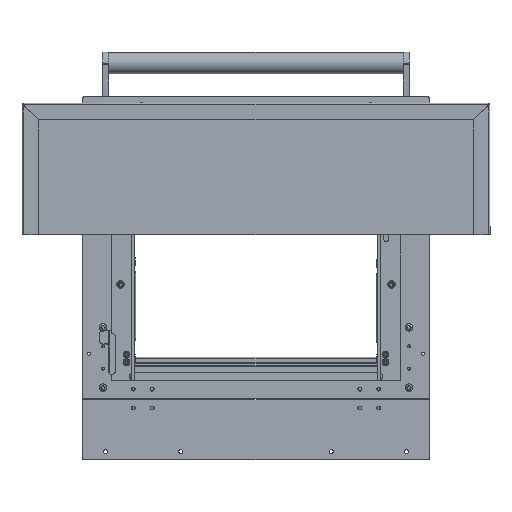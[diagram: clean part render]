
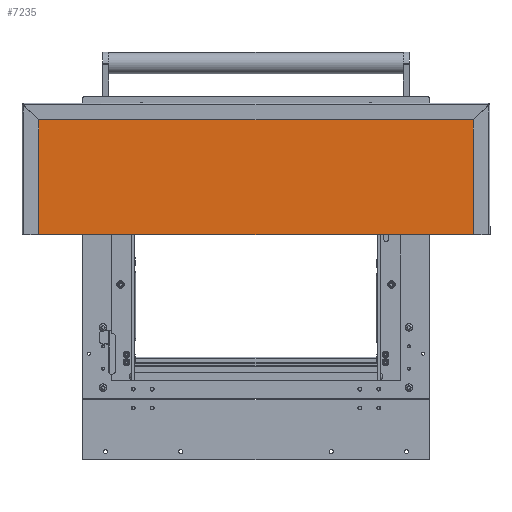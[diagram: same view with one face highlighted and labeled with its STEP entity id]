
A CAD part, front view. The second image highlights one B-rep face of the part: STEP entity #7235.
In plain terms, the highlighted face is planar.
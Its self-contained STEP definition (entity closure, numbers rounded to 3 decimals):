
#7235 = ADVANCED_FACE ( 'NONE', ( #48358 ), #61354, .F. ) ;
#7507 = CARTESIAN_POINT ( 'NONE',  ( 175., -600., -30. ) ) ;
#8436 = VERTEX_POINT ( 'NONE', #56632 ) ;
#9798 = LINE ( 'NONE', #34228, #13097 ) ;
#10069 = VERTEX_POINT ( 'NONE', #17341 ) ;
#11449 = AXIS2_PLACEMENT_3D ( 'NONE', #39379, #33274, #75124 ) ;
#12019 = EDGE_CURVE ( 'NONE', #71386, #10069, #76163, .T. ) ;
#12912 = CARTESIAN_POINT ( 'NONE',  ( 22.177, 130.836, -30. ) ) ;
#13097 = VECTOR ( 'NONE', #16716, 1000. ) ;
#16716 = DIRECTION ( 'NONE',  ( 1., 0., 0. ) ) ;
#17341 = CARTESIAN_POINT ( 'NONE',  ( 22.177, -600., -30. ) ) ;
#20173 = ORIENTED_EDGE ( 'NONE', *, *, #69927, .T. ) ;
#21338 = ORIENTED_EDGE ( 'NONE', *, *, #12019, .T. ) ;
#25932 = CARTESIAN_POINT ( 'NONE',  ( 22.177, -22., -30. ) ) ;
#31607 = VECTOR ( 'NONE', #45308, 1000. ) ;
#33274 = DIRECTION ( 'NONE',  ( 0., 0., 1. ) ) ;
#34228 = CARTESIAN_POINT ( 'NONE',  ( 175., -22., -30. ) ) ;
#38100 = DIRECTION ( 'NONE',  ( 0., -1., 0. ) ) ;
#39323 = VECTOR ( 'NONE', #38100, 1000. ) ;
#39379 = CARTESIAN_POINT ( 'NONE',  ( 175., 130.836, -30. ) ) ;
#41698 = LINE ( 'NONE', #58777, #46688 ) ;
#44488 = ORIENTED_EDGE ( 'NONE', *, *, #73739, .T. ) ;
#45308 = DIRECTION ( 'NONE',  ( -1., 0., 0. ) ) ;
#46053 = VERTEX_POINT ( 'NONE', #25932 ) ;
#46688 = VECTOR ( 'NONE', #60387, 1000. ) ;
#48248 = CARTESIAN_POINT ( 'NONE',  ( 175., -600., -30. ) ) ;
#48358 = FACE_OUTER_BOUND ( 'NONE', #69095, .T. ) ;
#55858 = ORIENTED_EDGE ( 'NONE', *, *, #75039, .F. ) ;
#56632 = CARTESIAN_POINT ( 'NONE',  ( 175., -22., -30. ) ) ;
#58777 = CARTESIAN_POINT ( 'NONE',  ( 175., 130.836, -30. ) ) ;
#60387 = DIRECTION ( 'NONE',  ( 0., -1., 0. ) ) ;
#61354 = PLANE ( 'NONE',  #11449 ) ;
#69095 = EDGE_LOOP ( 'NONE', ( #55858, #44488, #20173, #21338 ) ) ;
#69927 = EDGE_CURVE ( 'NONE', #8436, #71386, #41698, .T. ) ;
#71386 = VERTEX_POINT ( 'NONE', #48248 ) ;
#73739 = EDGE_CURVE ( 'NONE', #46053, #8436, #9798, .T. ) ;
#75039 = EDGE_CURVE ( 'NONE', #46053, #10069, #79570, .T. ) ;
#75124 = DIRECTION ( 'NONE',  ( 1., 0., 0. ) ) ;
#76163 = LINE ( 'NONE', #7507, #31607 ) ;
#79570 = LINE ( 'NONE', #12912, #39323 ) ;
